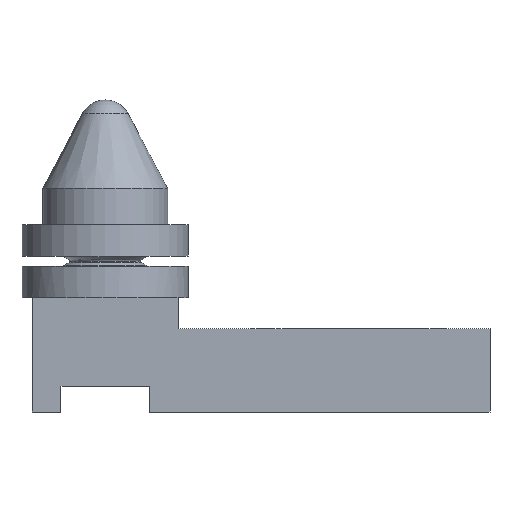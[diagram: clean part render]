
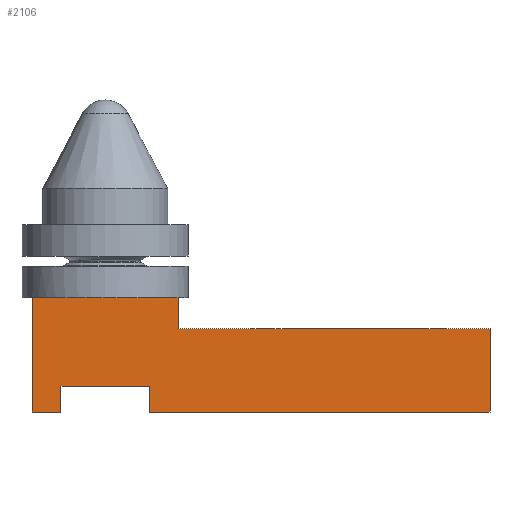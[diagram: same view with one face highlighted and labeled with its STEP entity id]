
A CAD part, front view. The second image highlights one B-rep face of the part: STEP entity #2106.
In plain terms, the highlighted planar face has unit normal (0, -1, 0).
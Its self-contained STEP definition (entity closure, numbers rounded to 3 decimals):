
#984=VERTEX_POINT('',#2797);
#1018=EDGE_CURVE('',#2694,#1490,#2835,.T.);
#1032=EDGE_CURVE('',#1164,#1686,#2852,.T.);
#1148=EDGE_CURVE('',#1866,#1654,#2978,.T.);
#1164=VERTEX_POINT('',#2994);
#1420=EDGE_CURVE('',#1436,#2364,#3285,.T.);
#1436=VERTEX_POINT('',#3301);
#1468=VERTEX_POINT('',#3337);
#1490=VERTEX_POINT('',#3361);
#1654=VERTEX_POINT('',#3540);
#1686=VERTEX_POINT('',#3574);
#1866=VERTEX_POINT('',#3778);
#1918=EDGE_CURVE('',#2430,#2626,#3834,.T.);
#2060=EDGE_CURVE('',#2626,#1164,#3995,.T.);
#2106=ADVANCED_FACE('',(#4044),#4045,.T.);
#2132=EDGE_CURVE('',#984,#1866,#4074,.T.);
#2138=EDGE_CURVE('',#1490,#2430,#4080,.T.);
#2272=EDGE_CURVE('',#2364,#2694,#4227,.T.);
#2316=EDGE_CURVE('',#1654,#1468,#4280,.T.);
#2364=VERTEX_POINT('',#4333);
#2430=VERTEX_POINT('',#4407);
#2482=EDGE_CURVE('',#1468,#1436,#4470,.T.);
#2544=EDGE_CURVE('',#1686,#984,#4544,.T.);
#2626=VERTEX_POINT('',#4639);
#2694=VERTEX_POINT('',#4716);
#2797=CARTESIAN_POINT('',(14.0,-14.0,16.0));
#2835=LINE('',#4893,#4894);
#2852=LINE('',#4915,#4916);
#2978=LINE('',#5081,#5082);
#2994=CARTESIAN_POINT('',(7.746,-14.0,22.0));
#3285=LINE('',#5474,#5475);
#3301=CARTESIAN_POINT('',(8.5,-14.0,5.0));
#3337=CARTESIAN_POINT('',(8.5,-14.0,0.0));
#3361=CARTESIAN_POINT('',(-14.0,-14.0,0.0));
#3540=CARTESIAN_POINT('',(74.0,-14.0,0.0));
#3574=CARTESIAN_POINT('',(14.0,-14.0,22.0));
#3778=CARTESIAN_POINT('',(74.0,-14.0,16.0));
#3834=LINE('',#6197,#6198);
#3995=LINE('',#6398,#6399);
#4044=FACE_OUTER_BOUND('',#6464,.T.);
#4045=PLANE('',#6465);
#4074=LINE('',#6502,#6503);
#4080=LINE('',#6510,#6511);
#4227=LINE('',#6705,#6706);
#4280=LINE('',#6768,#6769);
#4333=CARTESIAN_POINT('',(-8.5,-14.0,5.0));
#4407=CARTESIAN_POINT('',(-14.0,-14.0,22.0));
#4470=LINE('',#7015,#7016);
#4544=LINE('',#7112,#7113);
#4639=CARTESIAN_POINT('',(-7.746,-14.0,22.0));
#4716=CARTESIAN_POINT('',(-8.5,-14.0,0.0));
#4893=CARTESIAN_POINT('',(-14.0,-14.0,0.0));
#4894=VECTOR('',#7498,1.0);
#4915=CARTESIAN_POINT('',(14.0,-14.0,22.0));
#4916=VECTOR('',#7526,1.0);
#5081=CARTESIAN_POINT('',(74.0,-14.0,0.0));
#5082=VECTOR('',#7678,1.0);
#5474=CARTESIAN_POINT('',(-8.5,-14.0,5.0));
#5475=VECTOR('',#8108,1.0);
#6197=CARTESIAN_POINT('',(14.0,-14.0,22.0));
#6198=VECTOR('',#8827,1.0);
#6398=CARTESIAN_POINT('',(14.0,-14.0,22.0));
#6399=VECTOR('',#9049,1.0);
#6464=EDGE_LOOP('',(#9103,#9104,#9105,#9106,#9107,#9108,#9109,#9110,#9111,#9112,#9113,#9114));
#6465=AXIS2_PLACEMENT_3D('',#9115,#9116,#9117);
#6502=CARTESIAN_POINT('',(74.0,-14.0,16.0));
#6503=VECTOR('',#9159,1.0);
#6510=CARTESIAN_POINT('',(-14.0,-14.0,22.0));
#6511=VECTOR('',#9160,1.0);
#6705=CARTESIAN_POINT('',(-8.5,-14.0,0.0));
#6706=VECTOR('',#9347,1.0);
#6768=CARTESIAN_POINT('',(8.5,-14.0,0.0));
#6769=VECTOR('',#9439,1.0);
#7015=CARTESIAN_POINT('',(8.5,-14.0,5.0));
#7016=VECTOR('',#9705,1.0);
#7112=CARTESIAN_POINT('',(14.0,-14.0,16.0));
#7113=VECTOR('',#9824,1.0);
#7498=DIRECTION('',(-1.0,0.0,0.0));
#7526=DIRECTION('',(1.0,0.0,0.0));
#7678=DIRECTION('',(0.0,0.,-1.0));
#8108=DIRECTION('',(-1.0,0.0,0.0));
#8827=DIRECTION('',(1.0,0.0,0.0));
#9049=DIRECTION('',(1.0,0.0,0.0));
#9103=ORIENTED_EDGE('',*,*,#2316,.F.);
#9104=ORIENTED_EDGE('',*,*,#1148,.F.);
#9105=ORIENTED_EDGE('',*,*,#2132,.F.);
#9106=ORIENTED_EDGE('',*,*,#2544,.F.);
#9107=ORIENTED_EDGE('',*,*,#1032,.F.);
#9108=ORIENTED_EDGE('',*,*,#2060,.F.);
#9109=ORIENTED_EDGE('',*,*,#1918,.F.);
#9110=ORIENTED_EDGE('',*,*,#2138,.F.);
#9111=ORIENTED_EDGE('',*,*,#1018,.F.);
#9112=ORIENTED_EDGE('',*,*,#2272,.F.);
#9113=ORIENTED_EDGE('',*,*,#1420,.F.);
#9114=ORIENTED_EDGE('',*,*,#2482,.F.);
#9115=CARTESIAN_POINT('',(27.13,-14.0,9.435));
#9116=DIRECTION('',(0.0,-1.0,0.));
#9117=DIRECTION('',(1.0,0.0,0.0));
#9159=DIRECTION('',(1.0,0.0,0.0));
#9160=DIRECTION('',(0.0,0.,1.0));
#9347=DIRECTION('',(0.0,0.,-1.0));
#9439=DIRECTION('',(-1.0,0.0,0.0));
#9705=DIRECTION('',(0.0,0.,1.0));
#9824=DIRECTION('',(0.0,0.,-1.0));
